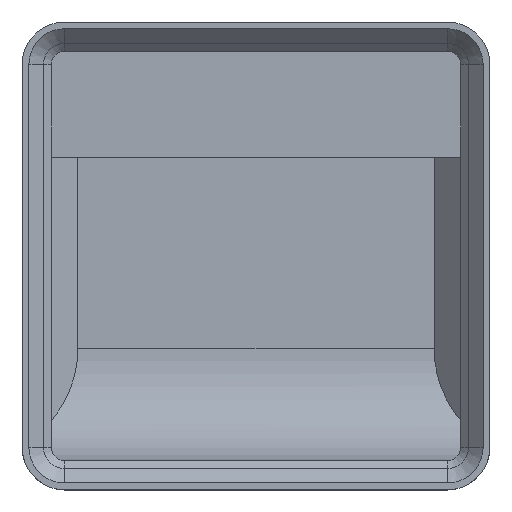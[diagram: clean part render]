
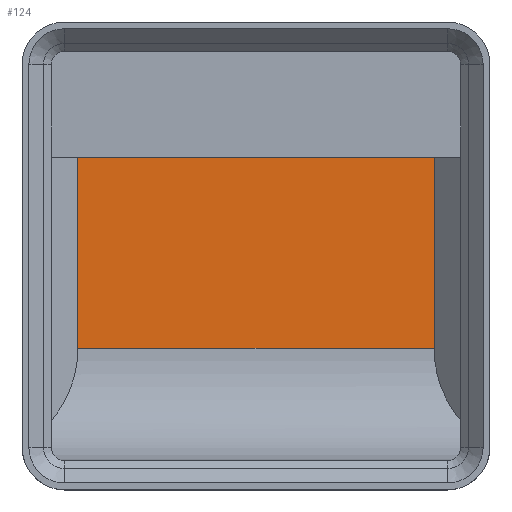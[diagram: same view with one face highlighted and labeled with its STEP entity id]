
A CAD part, top view. The second image highlights one B-rep face of the part: STEP entity #124.
In plain terms, the highlighted planar face has unit normal (0, 0, 1).
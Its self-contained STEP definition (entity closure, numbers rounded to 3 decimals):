
#124=ADVANCED_FACE('',(#254),#202,.T.);
#202=PLANE('',#1471);
#254=FACE_OUTER_BOUND('',#341,.T.);
#341=EDGE_LOOP('',(#598,#599,#600,#601,#602,#603));
#400=ELLIPSE('',#1432,6.928,4.);
#401=ELLIPSE('',#1435,6.928,4.);
#598=ORIENTED_EDGE('',*,*,#1080,.F.);
#599=ORIENTED_EDGE('',*,*,#973,.T.);
#600=ORIENTED_EDGE('',*,*,#989,.T.);
#601=ORIENTED_EDGE('',*,*,#992,.T.);
#602=ORIENTED_EDGE('',*,*,#995,.T.);
#603=ORIENTED_EDGE('',*,*,#969,.T.);
#854=VERTEX_POINT('',#1981);
#855=VERTEX_POINT('',#1983);
#856=VERTEX_POINT('',#1987);
#857=VERTEX_POINT('',#1989);
#868=VERTEX_POINT('',#2082);
#870=VERTEX_POINT('',#2088);
#969=EDGE_CURVE('',#855,#854,#1161,.T.);
#973=EDGE_CURVE('',#856,#857,#1164,.T.);
#989=EDGE_CURVE('',#857,#868,#400,.T.);
#992=EDGE_CURVE('',#868,#870,#1170,.T.);
#995=EDGE_CURVE('',#870,#855,#401,.T.);
#1080=EDGE_CURVE('',#856,#854,#1239,.T.);
#1161=LINE('',#1982,#1292);
#1164=LINE('',#1990,#1295);
#1170=LINE('',#2089,#1301);
#1239=LINE('',#2302,#1370);
#1292=VECTOR('',#1574,1.);
#1295=VECTOR('',#1581,1.);
#1301=VECTOR('',#1609,1.);
#1370=VECTOR('',#1752,1.);
#1432=AXIS2_PLACEMENT_3D('',#2083,#1603,#1604);
#1435=AXIS2_PLACEMENT_3D('',#2116,#1612,#1613);
#1471=AXIS2_PLACEMENT_3D('',#2303,#1753,#1754);
#1574=DIRECTION('',(0.,-1.,0.));
#1581=DIRECTION('',(0.,1.,0.));
#1603=DIRECTION('',(0.,0.,1.));
#1604=DIRECTION('',(0.707,0.707,0.));
#1609=DIRECTION('',(-1.,0.,0.));
#1612=DIRECTION('',(0.,0.,1.));
#1613=DIRECTION('',(0.707,-0.707,0.));
#1752=DIRECTION('',(-1.,0.,0.));
#1753=DIRECTION('',(0.,0.,1.));
#1754=DIRECTION('',(1.,0.,0.));
#1981=CARTESIAN_POINT('',(-15.8,-8.15,1.25));
#1982=CARTESIAN_POINT('',(-15.8,0.,1.25));
#1983=CARTESIAN_POINT('',(-15.8,12.972,1.25));
#1987=CARTESIAN_POINT('',(15.8,-8.15,1.25));
#1989=CARTESIAN_POINT('',(15.8,12.972,1.25));
#1990=CARTESIAN_POINT('',(15.8,0.,1.25));
#2082=CARTESIAN_POINT('',(12.972,15.8,1.25));
#2083=CARTESIAN_POINT('',(10.143,10.143,1.25));
#2088=CARTESIAN_POINT('',(-12.972,15.8,1.25));
#2089=CARTESIAN_POINT('',(0.,15.8,1.25));
#2116=CARTESIAN_POINT('',(-10.143,10.143,1.25));
#2302=CARTESIAN_POINT('',(22.825,-8.15,1.25));
#2303=CARTESIAN_POINT('',(0.,0.,1.25));
